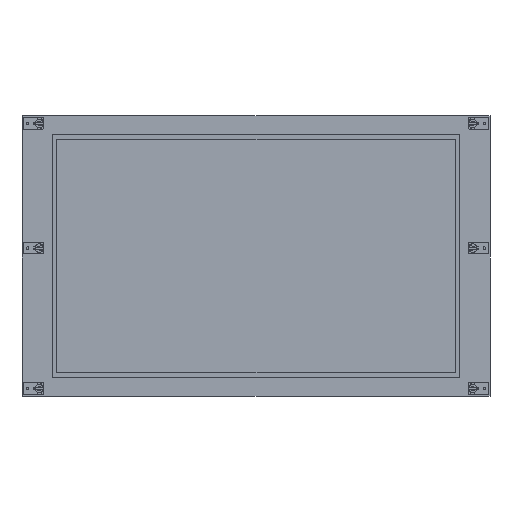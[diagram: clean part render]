
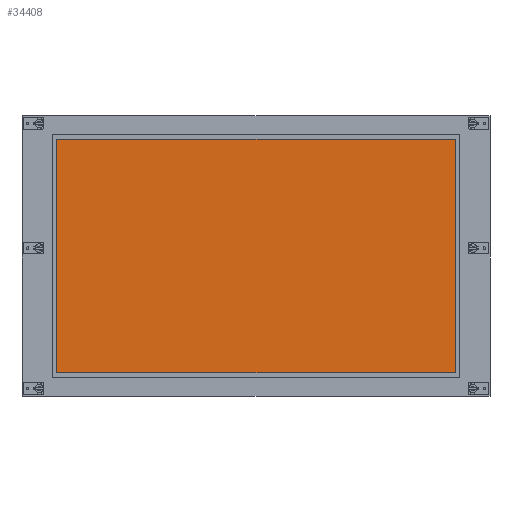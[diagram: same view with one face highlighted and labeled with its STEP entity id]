
A CAD part, top view. The second image highlights one B-rep face of the part: STEP entity #34408.
In plain terms, the highlighted planar face has unit normal (0, 0, 1).
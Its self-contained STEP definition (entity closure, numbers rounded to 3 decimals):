
#34329=DIRECTION('',(0.,1.,0.));
#34330=VECTOR('',#34329,389.95);
#34331=CARTESIAN_POINT('',(-577.225,-244.975,-1.));
#34332=LINE('',#34331,#34330);
#34333=DIRECTION('',(0.,-1.,0.));
#34334=VECTOR('',#34333,389.95);
#34335=CARTESIAN_POINT('',(77.225,144.975,-1.));
#34336=LINE('',#34335,#34334);
#34341=DIRECTION('',(1.,0.,0.));
#34342=VECTOR('',#34341,654.45);
#34343=CARTESIAN_POINT('',(-577.225,-244.975,-1.));
#34344=LINE('',#34343,#34342);
#34349=DIRECTION('',(-1.,0.,0.));
#34350=VECTOR('',#34349,654.45);
#34351=CARTESIAN_POINT('',(77.225,144.975,-1.));
#34352=LINE('',#34351,#34350);
#34377=CARTESIAN_POINT('',(77.225,144.975,-1.));
#34378=CARTESIAN_POINT('',(77.225,-244.975,-1.));
#34379=VERTEX_POINT('',#34377);
#34380=VERTEX_POINT('',#34378);
#34385=CARTESIAN_POINT('',(-577.225,-244.975,-1.));
#34386=CARTESIAN_POINT('',(-577.225,144.975,-1.));
#34387=VERTEX_POINT('',#34385);
#34388=VERTEX_POINT('',#34386);
#34393=CARTESIAN_POINT('',(0.,0.,-1.));
#34394=DIRECTION('',(0.,0.,-1.));
#34395=DIRECTION('',(-1.,0.,0.));
#34396=AXIS2_PLACEMENT_3D('',#34393,#34394,#34395);
#34397=PLANE('',#34396);
#34399=ORIENTED_EDGE('',*,*,#34398,.F.);
#34401=ORIENTED_EDGE('',*,*,#34400,.T.);
#34403=ORIENTED_EDGE('',*,*,#34402,.F.);
#34405=ORIENTED_EDGE('',*,*,#34404,.T.);
#34406=EDGE_LOOP('',(#34399,#34401,#34403,#34405));
#34407=FACE_OUTER_BOUND('',#34406,.F.);
#34398=EDGE_CURVE('',#34387,#34380,#34344,.T.);
#34400=EDGE_CURVE('',#34387,#34388,#34332,.T.);
#34402=EDGE_CURVE('',#34379,#34388,#34352,.T.);
#34404=EDGE_CURVE('',#34379,#34380,#34336,.T.);
#34408=ADVANCED_FACE('',(#34407),#34397,.F.);
